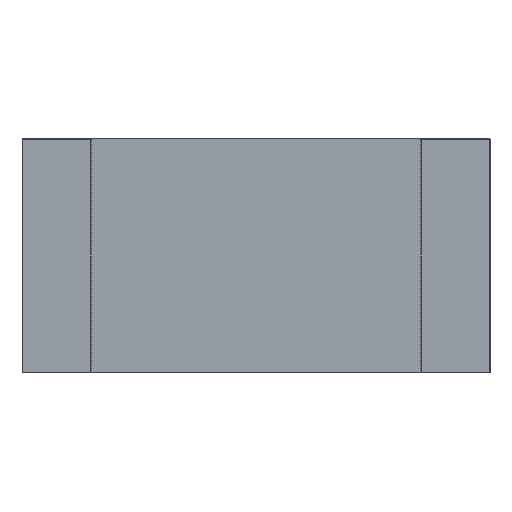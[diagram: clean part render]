
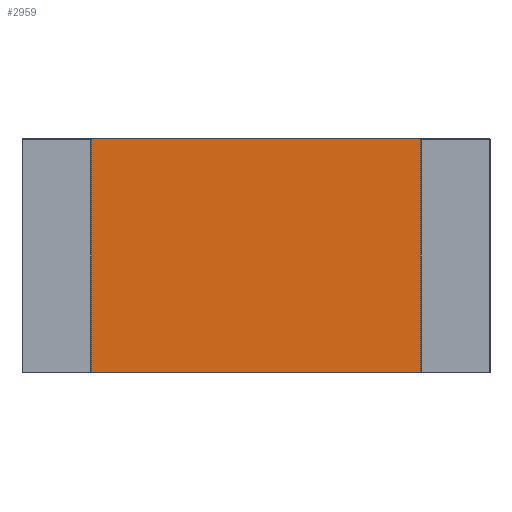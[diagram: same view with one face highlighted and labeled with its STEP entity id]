
A CAD part, front view. The second image highlights one B-rep face of the part: STEP entity #2959.
In plain terms, the highlighted planar face has unit normal (0, -1, 0).
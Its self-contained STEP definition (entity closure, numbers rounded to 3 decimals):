
#335 = ORIENTED_EDGE ( 'NONE', *, *, #8387, .F. ) ;
#544 = CARTESIAN_POINT ( 'NONE',  ( 3.17, 0.03, 1.6 ) ) ;
#889 = AXIS2_PLACEMENT_3D ( 'NONE', #11092, #5465, #12019 ) ;
#1022 = ORIENTED_EDGE ( 'NONE', *, *, #10360, .F. ) ;
#1561 = VECTOR ( 'NONE', #5445, 1000. ) ;
#2375 = LINE ( 'NONE', #3404, #7344 ) ;
#2959 = ADVANCED_FACE ( 'NONE', ( #8680 ), #7316, .F. ) ;
#2989 = ORIENTED_EDGE ( 'NONE', *, *, #4931, .T. ) ;
#3064 = VECTOR ( 'NONE', #6912, 1000. ) ;
#3365 = LINE ( 'NONE', #5964, #3064 ) ;
#3404 = CARTESIAN_POINT ( 'NONE',  ( 0., 0.03, 1.6 ) ) ;
#4621 = VERTEX_POINT ( 'NONE', #544 ) ;
#4931 = EDGE_CURVE ( 'NONE', #7809, #9441, #3365, .T. ) ;
#5344 = CARTESIAN_POINT ( 'NONE',  ( 3.17, 0.03, 1.6 ) ) ;
#5378 = CARTESIAN_POINT ( 'NONE',  ( 3.17, 0.03, -1.6 ) ) ;
#5445 = DIRECTION ( 'NONE',  ( 0., 0., -1. ) ) ;
#5465 = DIRECTION ( 'NONE',  ( 0., 1., 0. ) ) ;
#5652 = VECTOR ( 'NONE', #7232, 1000. ) ;
#5964 = CARTESIAN_POINT ( 'NONE',  ( 0., 0.03, -1.6 ) ) ;
#6444 = CARTESIAN_POINT ( 'NONE',  ( -3.17, 0.03, -1.6 ) ) ;
#6912 = DIRECTION ( 'NONE',  ( 1., 0., 0. ) ) ;
#7232 = DIRECTION ( 'NONE',  ( 0., 0., -1. ) ) ;
#7316 = PLANE ( 'NONE',  #889 ) ;
#7344 = VECTOR ( 'NONE', #9903, 1000. ) ;
#7518 = VERTEX_POINT ( 'NONE', #8441 ) ;
#7809 = VERTEX_POINT ( 'NONE', #6444 ) ;
#8387 = EDGE_CURVE ( 'NONE', #7518, #4621, #2375, .T. ) ;
#8441 = CARTESIAN_POINT ( 'NONE',  ( -3.17, 0.03, 1.6 ) ) ;
#8456 = LINE ( 'NONE', #5344, #5652 ) ;
#8680 = FACE_OUTER_BOUND ( 'NONE', #9133, .T. ) ;
#9133 = EDGE_LOOP ( 'NONE', ( #11223, #2989, #1022, #335 ) ) ;
#9224 = CARTESIAN_POINT ( 'NONE',  ( -3.17, 0.03, 1.6 ) ) ;
#9441 = VERTEX_POINT ( 'NONE', #5378 ) ;
#9903 = DIRECTION ( 'NONE',  ( 1., 0., 0. ) ) ;
#10360 = EDGE_CURVE ( 'NONE', #4621, #9441, #8456, .T. ) ;
#11092 = CARTESIAN_POINT ( 'NONE',  ( 0., 0.03, 1.6 ) ) ;
#11223 = ORIENTED_EDGE ( 'NONE', *, *, #11782, .T. ) ;
#11755 = LINE ( 'NONE', #9224, #1561 ) ;
#11782 = EDGE_CURVE ( 'NONE', #7518, #7809, #11755, .T. ) ;
#12019 = DIRECTION ( 'NONE',  ( -1., 0., 0. ) ) ;
